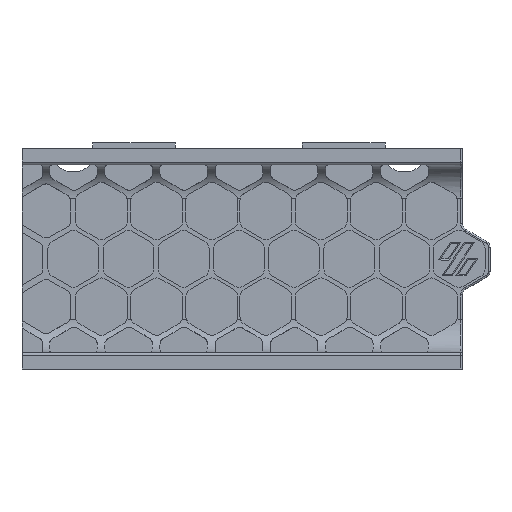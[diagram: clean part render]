
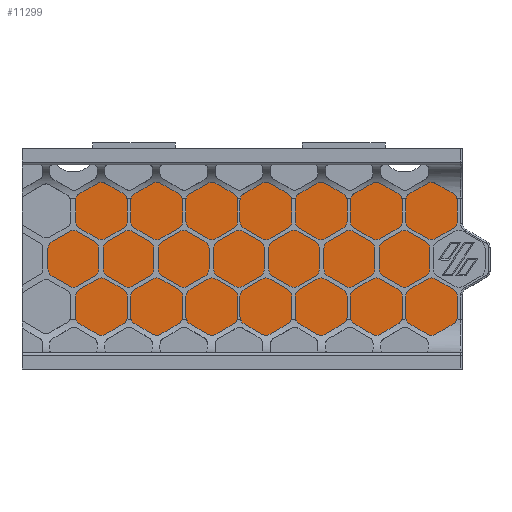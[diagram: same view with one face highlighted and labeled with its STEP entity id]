
A CAD part, top view. The second image highlights one B-rep face of the part: STEP entity #11299.
In plain terms, the highlighted planar face has unit normal (0, 0, 1).
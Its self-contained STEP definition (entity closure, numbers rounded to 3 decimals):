
#560=PLANE('',#12392);
#1131=FACE_OUTER_BOUND('',#1736,.T.);
#1736=EDGE_LOOP('',(#10470,#10471,#10472,#10473,#10474,#10475,#10476,#10477,
#10478,#10479,#10480,#10481));
#2772=LINE('',#19786,#3833);
#2775=LINE('',#19792,#3836);
#2778=LINE('',#19798,#3839);
#2782=LINE('',#19810,#3843);
#2786=LINE('',#19822,#3847);
#2790=LINE('',#19834,#3851);
#2794=LINE('',#19846,#3855);
#2797=LINE('',#19850,#3858);
#3833=VECTOR('',#15545,10.);
#3836=VECTOR('',#15550,10.);
#3839=VECTOR('',#15555,10.);
#3843=VECTOR('',#15567,10.);
#3847=VECTOR('',#15579,10.);
#3851=VECTOR('',#15591,10.);
#3855=VECTOR('',#15603,10.);
#3858=VECTOR('',#15608,10.);
#4298=CIRCLE('',#12376,1.5);
#4300=CIRCLE('',#12380,1.5);
#4302=CIRCLE('',#12384,1.5);
#4304=CIRCLE('',#12388,1.5);
#5393=VERTEX_POINT('',#19783);
#5394=VERTEX_POINT('',#19785);
#5396=VERTEX_POINT('',#19791);
#5398=VERTEX_POINT('',#19797);
#5400=VERTEX_POINT('',#19803);
#5402=VERTEX_POINT('',#19809);
#5404=VERTEX_POINT('',#19815);
#5406=VERTEX_POINT('',#19821);
#5408=VERTEX_POINT('',#19827);
#5410=VERTEX_POINT('',#19833);
#5412=VERTEX_POINT('',#19839);
#5414=VERTEX_POINT('',#19845);
#7070=EDGE_CURVE('',#5394,#5393,#2772,.T.);
#7073=EDGE_CURVE('',#5396,#5394,#2775,.T.);
#7076=EDGE_CURVE('',#5398,#5396,#2778,.T.);
#7079=EDGE_CURVE('',#5400,#5398,#4298,.T.);
#7082=EDGE_CURVE('',#5402,#5400,#2782,.T.);
#7085=EDGE_CURVE('',#5404,#5402,#4300,.T.);
#7088=EDGE_CURVE('',#5406,#5404,#2786,.T.);
#7091=EDGE_CURVE('',#5408,#5406,#4302,.T.);
#7094=EDGE_CURVE('',#5410,#5408,#2790,.T.);
#7097=EDGE_CURVE('',#5412,#5410,#4304,.T.);
#7100=EDGE_CURVE('',#5414,#5412,#2794,.T.);
#7103=EDGE_CURVE('',#5393,#5414,#2797,.T.);
#10470=ORIENTED_EDGE('',*,*,#7103,.T.);
#10471=ORIENTED_EDGE('',*,*,#7100,.T.);
#10472=ORIENTED_EDGE('',*,*,#7097,.T.);
#10473=ORIENTED_EDGE('',*,*,#7094,.T.);
#10474=ORIENTED_EDGE('',*,*,#7091,.T.);
#10475=ORIENTED_EDGE('',*,*,#7088,.T.);
#10476=ORIENTED_EDGE('',*,*,#7085,.T.);
#10477=ORIENTED_EDGE('',*,*,#7082,.T.);
#10478=ORIENTED_EDGE('',*,*,#7079,.T.);
#10479=ORIENTED_EDGE('',*,*,#7076,.T.);
#10480=ORIENTED_EDGE('',*,*,#7073,.T.);
#10481=ORIENTED_EDGE('',*,*,#7070,.T.);
#11299=ADVANCED_FACE('',(#1131),#560,.F.);
#12376=AXIS2_PLACEMENT_3D('',#19804,#15561,#15562);
#12380=AXIS2_PLACEMENT_3D('',#19816,#15573,#15574);
#12384=AXIS2_PLACEMENT_3D('',#19828,#15585,#15586);
#12388=AXIS2_PLACEMENT_3D('',#19840,#15597,#15598);
#12392=AXIS2_PLACEMENT_3D('',#19852,#15611,#15612);
#15545=DIRECTION('',(0.,-1.,0.));
#15550=DIRECTION('',(-1.,0.,0.));
#15555=DIRECTION('',(0.,1.,0.));
#15561=DIRECTION('center_axis',(0.,0.,
1.));
#15562=DIRECTION('ref_axis',(1.,0.,0.));
#15567=DIRECTION('',(0.866,0.5,0.));
#15573=DIRECTION('center_axis',(0.,0.,
-1.));
#15574=DIRECTION('ref_axis',(-1.,0.,0.));
#15579=DIRECTION('',(0.,1.,0.));
#15585=DIRECTION('center_axis',(0.,0.,
-1.));
#15586=DIRECTION('ref_axis',(-0.5,-0.866,0.));
#15591=DIRECTION('',(-0.866,0.5,0.));
#15597=DIRECTION('center_axis',(0.,0.,
1.));
#15598=DIRECTION('ref_axis',(0.5,0.866,0.));
#15603=DIRECTION('',(0.,1.,0.));
#15608=DIRECTION('',(1.,0.,0.));
#15611=DIRECTION('center_axis',(0.,0.,
-1.));
#15612=DIRECTION('ref_axis',(1.,0.,0.));
#19783=CARTESIAN_POINT('',(-40.2,-14.855,0.6));
#19785=CARTESIAN_POINT('',(-40.2,14.855,0.6));
#19786=CARTESIAN_POINT('',(-40.2,-14.855,0.6));
#19791=CARTESIAN_POINT('',(35.3,14.855,0.6));
#19792=CARTESIAN_POINT('',(-40.2,14.855,0.6));
#19797=CARTESIAN_POINT('',(35.3,6.12,0.6));
#19798=CARTESIAN_POINT('',(35.3,14.855,0.6));
#19803=CARTESIAN_POINT('',(34.55,4.821,0.6));
#19804=CARTESIAN_POINT('Origin',(33.8,6.12,0.6));
#19809=CARTESIAN_POINT('',(31.65,3.147,0.6));
#19810=CARTESIAN_POINT('',(31.65,3.147,0.6));
#19815=CARTESIAN_POINT('',(30.9,1.848,0.6));
#19816=CARTESIAN_POINT('Origin',(32.4,1.848,0.6));
#19821=CARTESIAN_POINT('',(30.9,-1.848,0.6));
#19822=CARTESIAN_POINT('',(30.9,-1.848,0.6));
#19827=CARTESIAN_POINT('',(31.65,-3.147,0.6));
#19828=CARTESIAN_POINT('Origin',(32.4,-1.848,0.6));
#19833=CARTESIAN_POINT('',(34.55,-4.821,0.6));
#19834=CARTESIAN_POINT('',(34.85,-4.994,0.6));
#19839=CARTESIAN_POINT('',(35.3,-6.12,0.6));
#19840=CARTESIAN_POINT('Origin',(33.8,-6.12,0.6));
#19845=CARTESIAN_POINT('',(35.3,-14.855,0.6));
#19846=CARTESIAN_POINT('',(35.3,-6.12,0.6));
#19850=CARTESIAN_POINT('',(35.3,-14.855,0.6));
#19852=CARTESIAN_POINT('Origin',(-2.45,0.,
0.6));
